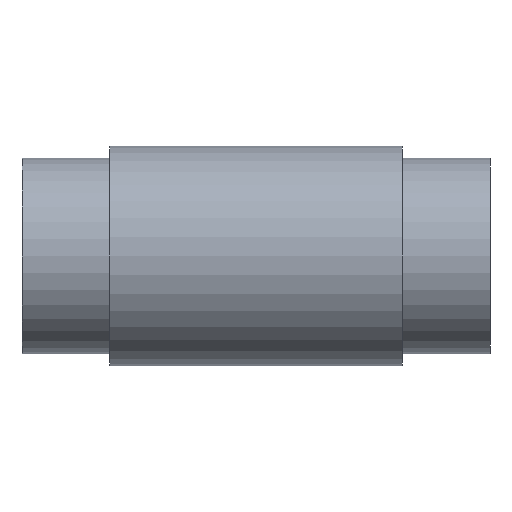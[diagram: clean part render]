
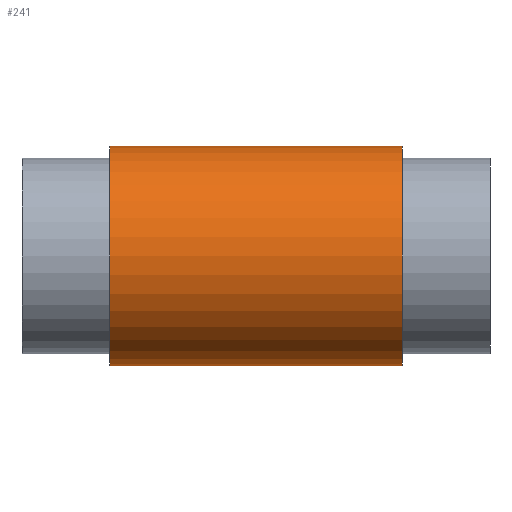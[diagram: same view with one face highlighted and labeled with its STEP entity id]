
A CAD part, left-side view. The second image highlights one B-rep face of the part: STEP entity #241.
In plain terms, the highlighted cylindrical face has radius 37.5 mm (diameter 75 mm), a partial arc.
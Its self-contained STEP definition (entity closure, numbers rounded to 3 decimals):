
#13 = ORIENTED_EDGE ( 'NONE', *, *, #216, .T. ) ;
#32 = DIRECTION ( 'NONE',  ( 0., 0., 1. ) ) ;
#36 = EDGE_LOOP ( 'NONE', ( #421, #476, #49, #13 ) ) ;
#37 = AXIS2_PLACEMENT_3D ( 'NONE', #342, #512, #32 ) ;
#38 = LINE ( 'NONE', #212, #51 ) ;
#49 = ORIENTED_EDGE ( 'NONE', *, *, #169, .T. ) ;
#51 = VECTOR ( 'NONE', #205, 1000. ) ;
#92 = DIRECTION ( 'NONE',  ( 0., 0., -1. ) ) ;
#120 = CARTESIAN_POINT ( 'NONE',  ( 0., 100., -37.5 ) ) ;
#128 = AXIS2_PLACEMENT_3D ( 'NONE', #403, #525, #266 ) ;
#146 = VERTEX_POINT ( 'NONE', #120 ) ;
#169 = EDGE_CURVE ( 'NONE', #146, #372, #38, .T. ) ;
#173 = CARTESIAN_POINT ( 'NONE',  ( 0., 100., 37.5 ) ) ;
#174 = CYLINDRICAL_SURFACE ( 'NONE', #335, 37.5 ) ;
#205 = DIRECTION ( 'NONE',  ( 0., -1., 0. ) ) ;
#212 = CARTESIAN_POINT ( 'NONE',  ( 0., 100., -37.5 ) ) ;
#216 = EDGE_CURVE ( 'NONE', #372, #543, #283, .T. ) ;
#224 = LINE ( 'NONE', #173, #238 ) ;
#238 = VECTOR ( 'NONE', #362, 1000. ) ;
#241 = ADVANCED_FACE ( 'NONE', ( #264 ), #174, .T. ) ;
#250 = EDGE_CURVE ( 'NONE', #146, #329, #275, .T. ) ;
#261 = DIRECTION ( 'NONE',  ( 0., -1., 0. ) ) ;
#264 = FACE_OUTER_BOUND ( 'NONE', #36, .T. ) ;
#266 = DIRECTION ( 'NONE',  ( 0., 0., 1. ) ) ;
#275 = CIRCLE ( 'NONE', #128, 37.5 ) ;
#283 = CIRCLE ( 'NONE', #37, 37.5 ) ;
#329 = VERTEX_POINT ( 'NONE', #475 ) ;
#335 = AXIS2_PLACEMENT_3D ( 'NONE', #357, #261, #92 ) ;
#342 = CARTESIAN_POINT ( 'NONE',  ( 0., 0., 0. ) ) ;
#357 = CARTESIAN_POINT ( 'NONE',  ( 0., 100., 0. ) ) ;
#362 = DIRECTION ( 'NONE',  ( 0., -1., 0. ) ) ;
#372 = VERTEX_POINT ( 'NONE', #404 ) ;
#401 = CARTESIAN_POINT ( 'NONE',  ( 0., 0., 37.5 ) ) ;
#403 = CARTESIAN_POINT ( 'NONE',  ( 0., 100., 0. ) ) ;
#404 = CARTESIAN_POINT ( 'NONE',  ( 0., 0., -37.5 ) ) ;
#421 = ORIENTED_EDGE ( 'NONE', *, *, #559, .F. ) ;
#475 = CARTESIAN_POINT ( 'NONE',  ( 0., 100., 37.5 ) ) ;
#476 = ORIENTED_EDGE ( 'NONE', *, *, #250, .F. ) ;
#512 = DIRECTION ( 'NONE',  ( 0., 1., 0. ) ) ;
#525 = DIRECTION ( 'NONE',  ( 0., 1., 0. ) ) ;
#543 = VERTEX_POINT ( 'NONE', #401 ) ;
#559 = EDGE_CURVE ( 'NONE', #329, #543, #224, .T. ) ;
